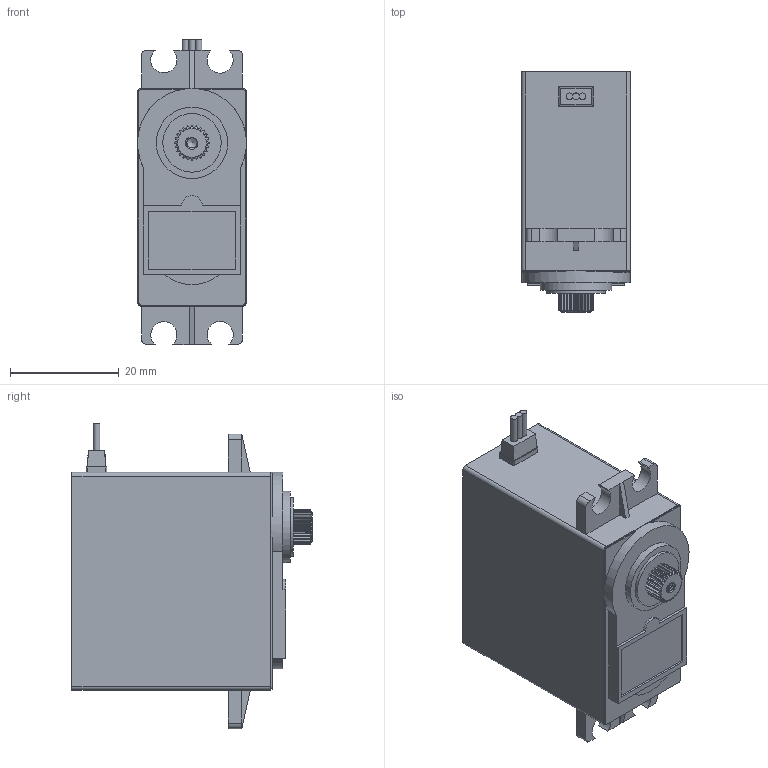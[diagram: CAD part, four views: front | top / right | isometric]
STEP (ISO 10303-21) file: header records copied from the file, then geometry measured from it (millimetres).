
FILE_DESCRIPTION(/* description */ ('','CAx-IF Rec.Pracs.---Representation and Presentation of Product Manufacturing Information (PMI)---4.0---2014-10-13'),/* implementation_level */ '2;1');
FILE_NAME(/* name */ 'Tower Pro MG_996R Servo Motor v3.step',/* time_stamp */ '2025-02-20T11:04:31-06:00',/* author */ (''),/* organization */ (''),/* preprocessor_version */ 'ST-DEVELOPER v20',/* originating_system */ 'Autodesk Translation Framework v13.20.0.188',/* authorisation */ '');
FILE_SCHEMA (('AP242_MANAGED_MODEL_BASED_3D_ENGINEERING_MIM_LF { 1 0 10303 442 1 1 4 }'));
Length unit declared in the file: millimetre
Products named in the file (2): Tower Pro MG_996R Servo Motor; Spur Gear (24 teeth)
Assembly tree (1 placements, depth 2):
  Tower Pro MG_996R Servo Motor
    Spur Gear (24 teeth)
Bounding box: 20 x 44.1 x 56.05 mm (x, y, z)
Volume: 31772.9 mm3; surface area: 7478.5 mm2
Topology: 2 solids, 2 shells, 212 faces, 591 edges, 391 vertices
Faces by surface type: bspline 78, cylinder 67, plane 65, cone 2
Full cylindrical faces by diameter (mm): 1.875 x2, 2.38 x1, 10.75 x1, 13.1 x1
Entity records: 21763 total; most frequent: CARTESIAN_POINT 16866, ORIENTED_EDGE 1180, DIRECTION 771, EDGE_CURVE 590, VERTEX_POINT 391, AXIS2_PLACEMENT_3D 266, LINE 239, VECTOR 239
